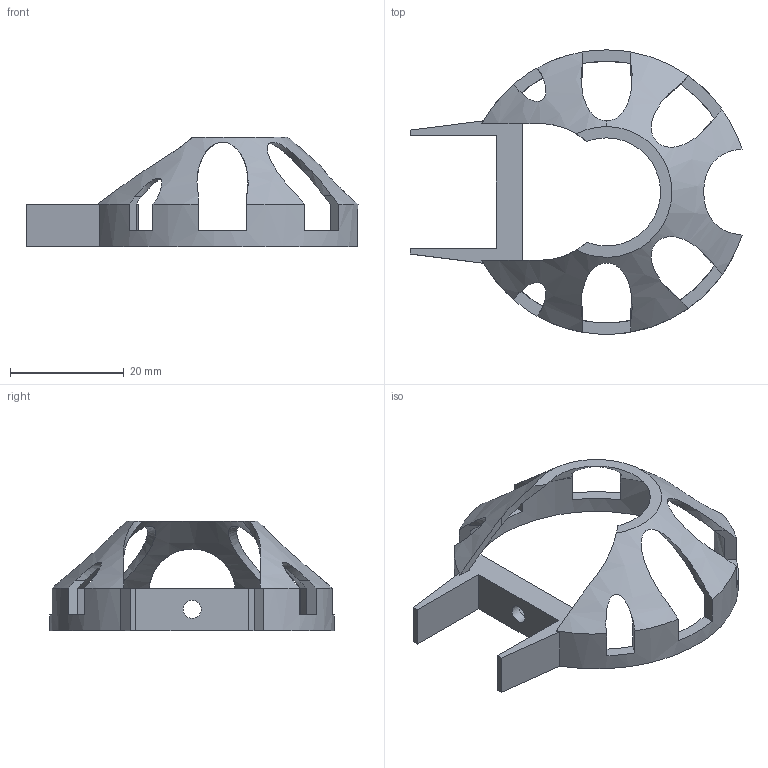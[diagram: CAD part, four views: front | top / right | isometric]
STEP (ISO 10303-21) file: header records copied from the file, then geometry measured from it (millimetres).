
FILE_DESCRIPTION(('FreeCAD Model'),'2;1');
FILE_NAME( 'hotend-safety.stp', '2014-11-22T09:29:19',('FreeCAD'),('FreeCAD'), 'Open CASCADE STEP processor 6.7','FreeCAD','Unknown');
FILE_SCHEMA(('AUTOMOTIVE_DESIGN_CC2 { 1 2 10303 214 -1 1 5 4 }'));
Length unit declared in the file: millimetre
Products named in the file (1): hotend-safety-final
Bounding box: 58.38 x 49.96 x 19.3 mm (x, y, z)
Volume: 3610.5 mm3; surface area: 4888.4 mm2
Topology: 1 solids, 1 shells, 68 faces, 241 edges, 162 vertices
Faces by surface type: plane 44, cylinder 10, extrusion 10, cone 4
Full cylindrical faces by diameter (mm): 3.2 x1
Entity records: 16994 total; most frequent: CARTESIAN_POINT 12788, DIRECTION 642, ORIENTED_EDGE 482, PCURVE 482, DEFINITIONAL_REPRESENTATION 482, VECTOR 323, LINE 313, B_SPLINE_CURVE_WITH_KNOTS 250
